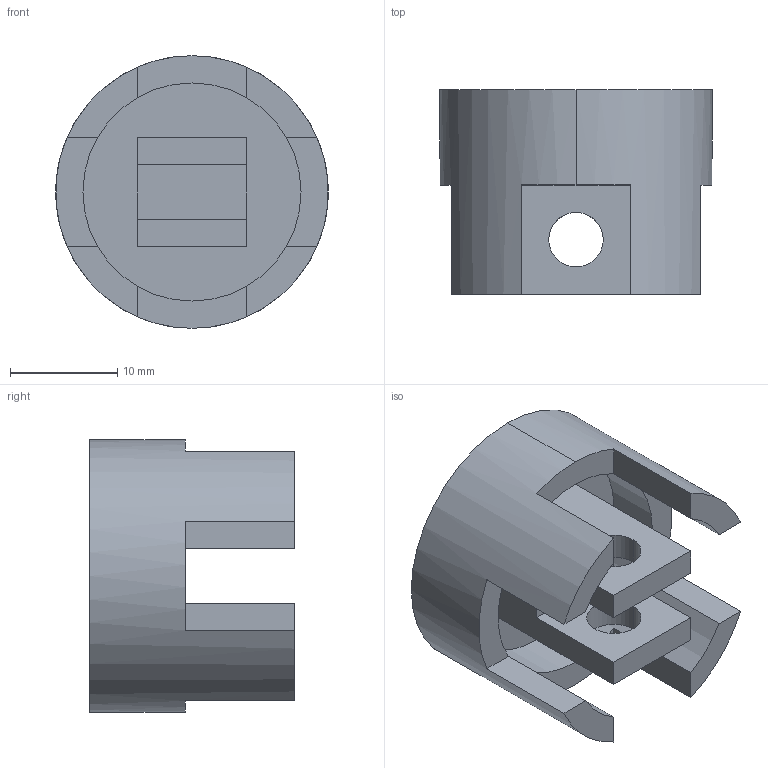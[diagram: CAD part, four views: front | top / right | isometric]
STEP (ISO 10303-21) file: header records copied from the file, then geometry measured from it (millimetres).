
FILE_DESCRIPTION (( 'STEP AP214' ), '1' );
FILE_NAME ('Piston Head v3.STEP', '2023-03-25T18:34:46', ( '' ), ( '' ), 'SwSTEP 2.0', 'SolidWorks 2022', '' );
FILE_SCHEMA (( 'AUTOMOTIVE_DESIGN' ));
Length unit declared in the file: inch
Products named in the file (1): Piston Head v3
Bounding box: 25.4 x 19.05 x 25.4 mm (x, y, z)
Volume: 4569 mm3; surface area: 3602.7 mm2
Topology: 1 solids, 1 shells, 35 faces, 96 edges, 64 vertices
Faces by surface type: plane 27, cylinder 8
Entity records: 1170 total; most frequent: DIRECTION 200, CARTESIAN_POINT 196, ORIENTED_EDGE 192, EDGE_CURVE 96, AXIS2_PLACEMENT_3D 68, VERTEX_POINT 64, VECTOR 64, LINE 64
